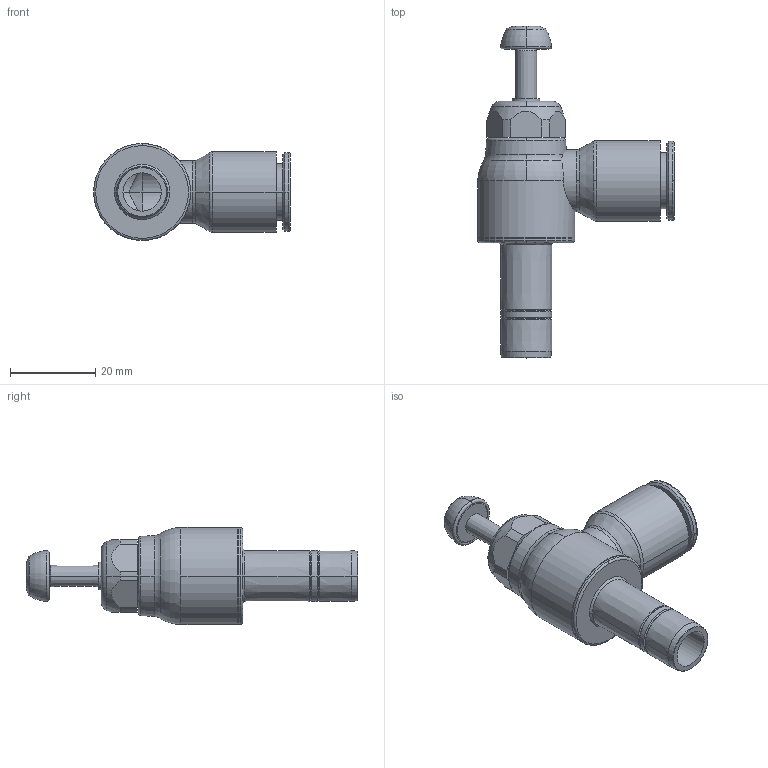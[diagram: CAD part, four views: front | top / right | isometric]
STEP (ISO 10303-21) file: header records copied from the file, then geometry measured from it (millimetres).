
FILE_DESCRIPTION(('STEP AP214'),'1');
FILE_NAME('7030_12_00.stp','2016-07-07T14:26:08',('TraceParts'),('TraceParts S.A.'),'Spatial InterOp 3D',' ',' ');
FILE_SCHEMA(('automotive_design'));
Length unit declared in the file: millimetre
Products named in the file (1): 1
Bounding box: 46.26 x 78 x 22.8 mm (x, y, z)
Volume: 13797.3 mm3; surface area: 9144.5 mm2
Topology: 1 solids, 1 shells, 124 faces, 317 edges, 204 vertices
Faces by surface type: torus 46, cylinder 30, cone 28, plane 18, revolution 2
Entity records: 4197 total; most frequent: CARTESIAN_POINT 998, DIRECTION 772, ORIENTED_EDGE 634, AXIS2_PLACEMENT_3D 350, EDGE_CURVE 317, CIRCLE 227, VERTEX_POINT 204, EDGE_LOOP 135
